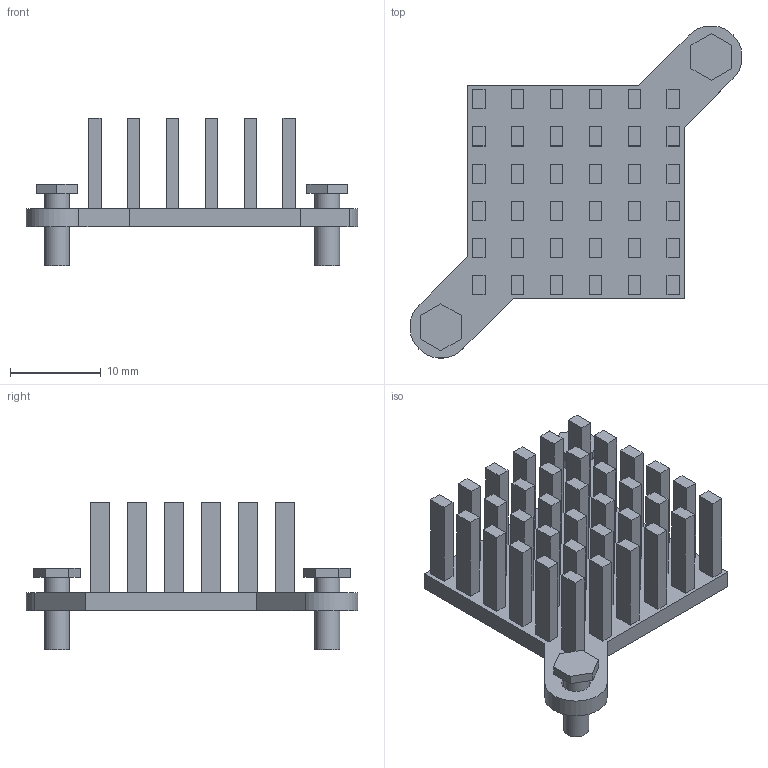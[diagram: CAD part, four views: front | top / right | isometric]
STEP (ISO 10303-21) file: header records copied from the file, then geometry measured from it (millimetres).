
FILE_DESCRIPTION(/* description */ ('STEP AP214'),/* implementation_level */ '2;1');
FILE_NAME(/* name */ '6047c84fc6336e12e9381b67',/* time_stamp */ '2021-03-09T19:11:12+00:00',/* author */ (''),/* organization */ (''),/* preprocessor_version */ 'ST-DEVELOPER v18.1',/* originating_system */ ' ',/* authorisation */ ' ');
FILE_SCHEMA (('AUTOMOTIVE_DESIGN {1 0 10303 214 3 1 1}'));
Length unit declared in the file: metre
Products named in the file (3): Assembly 1; Part 1
Assembly tree (3 placements, depth 2):
  Assembly 1
    Part 1  x2
    Part 1
Bounding box: 36.68 x 36.68 x 16.31 mm (x, y, z)
Volume: 2523.8 mm3; surface area: 4390.5 mm2
Topology: 3 solids, 3 shells, 214 faces, 510 edges, 340 vertices
Faces by surface type: plane 208, cylinder 6
Full cylindrical faces by diameter (mm): 2.75 x2, 3.18 x2
Entity records: 5880 total; most frequent: CARTESIAN_POINT 1020, ORIENTED_EDGE 972, DIRECTION 912, EDGE_CURVE 486, LINE 476, VECTOR 476, VERTEX_POINT 326, EDGE_LOOP 248
